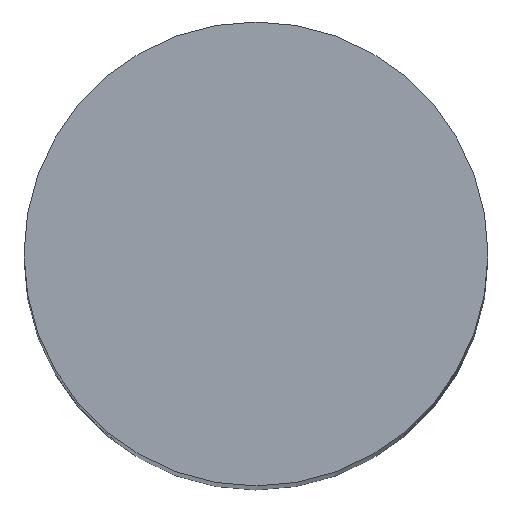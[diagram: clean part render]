
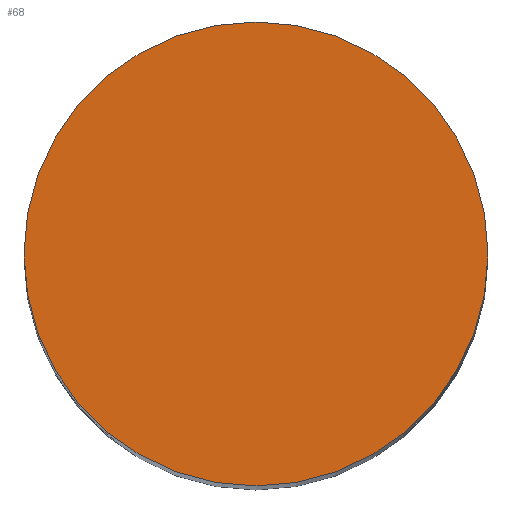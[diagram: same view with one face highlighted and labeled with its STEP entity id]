
A CAD part, top view. The second image highlights one B-rep face of the part: STEP entity #68.
In plain terms, the highlighted planar face has unit normal (0, 0, 1).
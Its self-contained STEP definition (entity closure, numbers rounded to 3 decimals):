
#15=PLANE('',#88);
#20=CIRCLE('',#87,5.);
#23=FACE_OUTER_BOUND('',#29,.T.);
#29=EDGE_LOOP('',(#62));
#42=VERTEX_POINT('',#193);
#49=EDGE_CURVE('',#42,#42,#20,.T.);
#62=ORIENTED_EDGE('',*,*,#49,.T.);
#68=ADVANCED_FACE('',(#23),#15,.T.);
#87=AXIS2_PLACEMENT_3D('',#195,#100,#101);
#88=AXIS2_PLACEMENT_3D('',#196,#102,#103);
#100=DIRECTION('center_axis',(0.,0.,1.));
#101=DIRECTION('ref_axis',(1.,0.,0.));
#102=DIRECTION('center_axis',(0.,0.,1.));
#103=DIRECTION('ref_axis',(1.,0.,0.));
#193=CARTESIAN_POINT('',(5.,0.,50.));
#195=CARTESIAN_POINT('Origin',(0.,0.,50.));
#196=CARTESIAN_POINT('Origin',(0.,0.,50.));
